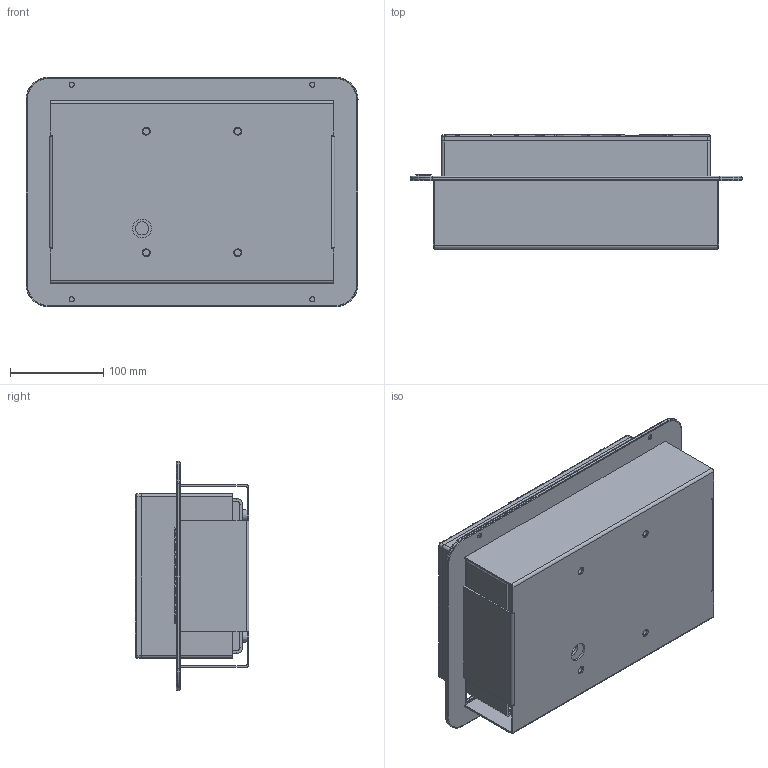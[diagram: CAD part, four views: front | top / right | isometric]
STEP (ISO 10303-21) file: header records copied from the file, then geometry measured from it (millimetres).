
FILE_DESCRIPTION(/* description */ (''),/* implementation_level */ '2;1');
FILE_NAME(/* name */ 'ShockShield [ASM-01873].step',/* time_stamp */ '2025-11-25T13:48:41+02:00',/* author */ (''),/* organization */ (''),/* preprocessor_version */ 'ST-DEVELOPER v20.1',/* originating_system */ 'Autodesk Translation Framework v14.21.0.0',/* authorisation */ '');
FILE_SCHEMA (('AUTOMOTIVE_DESIGN { 1 0 10303 214 3 1 1 }'));
Products named in the file (1): ShockShield FULL (ASM-01873)
Bounding box: 355.8 x 122 x 245.8 mm (x, y, z)
Volume: 1553069.9 mm3; surface area: 1014774 mm2
Topology: 5 solids, 5 shells, 2024 faces, 5701 edges, 3739 vertices
Faces by surface type: plane 1068, bspline 706, cylinder 234, torus 10, cone 6
Full cylindrical faces by diameter (mm): 3.2 x4, 3.3 x2, 4.3 x3, 5.5 x4, 6.3 x2, 6.5 x4, 7.2 x8, 8 x6, 8.3 x4, 8.5 x19, 12 x8, 12.1 x8, 14 x5, 15 x7, 16 x8, 20 x3
Entity records: 73426 total; most frequent: CARTESIAN_POINT 25010, ORIENTED_EDGE 11386, DIRECTION 7537, EDGE_CURVE 5693, VERTEX_POINT 3739, LINE 3727, VECTOR 3727, EDGE_LOOP 2318
